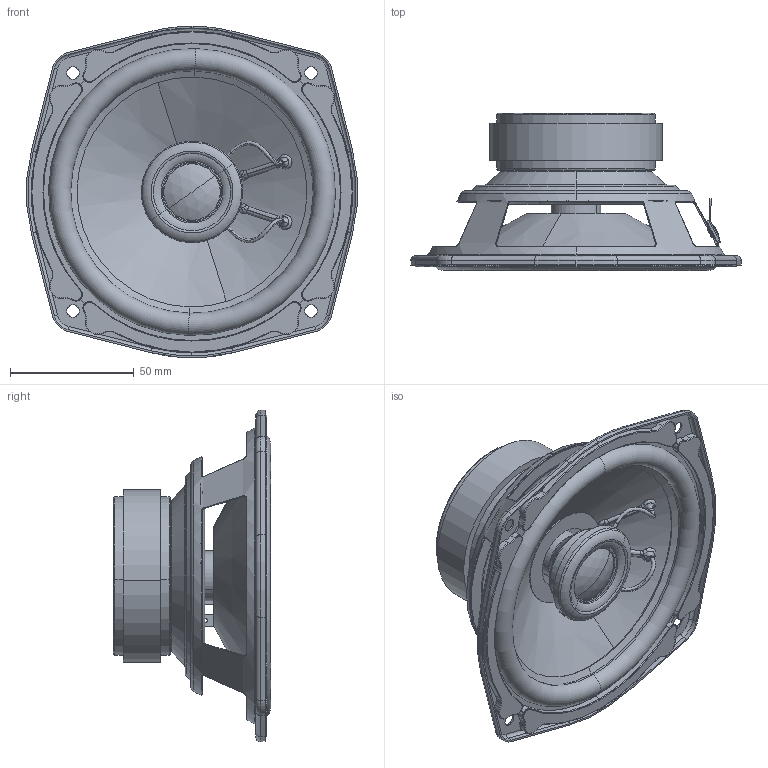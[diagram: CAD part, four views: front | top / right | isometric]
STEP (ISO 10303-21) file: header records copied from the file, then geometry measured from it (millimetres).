
FILE_DESCRIPTION (( 'STEP AP203' ), '1' );
FILE_NAME ('Apart CMS15T.STEP', '2014-02-18T12:42:22', ( '' ), ( '' ), 'SwSTEP 2.0', 'SolidWorks 2013', '' );
FILE_SCHEMA (( 'CONFIG_CONTROL_DESIGN' ));
Length unit declared in the file: millimetre
Products named in the file (17): CMS15T 0.09 扻錪犩; CMS15T 0.14 抔樥; CMS15T 0.10 极憼譇縺; CMS15T 0.11 秮鶋罻; CMS15T 0.05 抔樦憵; CMS15T 0.12 ﾗ襄鸙; CMS15T 0.04 砑僔蠂縺; CMS15T 0.06 抔樦憵; CMS15T 0.02 枟蝂鼏; CMS15T 0.15 �������_��ઠ�쭮 ��ࠧ��쏮 㬮�砭��; CMS15T 0.08 极憼譇縺; CMS15T 0.03 冓憵; CMS15T 0.13 Óïëîòíèòåëü; CMS15T 0.07 青觌屣赅; CMS15T 0.01 Ðåçèíêà; CMS15T 0.15 Êîíòàêò; Apart CMS15T
Assembly tree (24 placements, depth 2):
  Apart CMS15T
    CMS15T 0.03 冓憵
    CMS15T 0.02 枟蝂鼏
    CMS15T 0.01 Ðåçèíêà
    CMS15T 0.04 砑僔蠂縺
    CMS15T 0.05 抔樦憵  x2
    CMS15T 0.06 抔樦憵
    CMS15T 0.07 青觌屣赅  x4
    CMS15T 0.08 极憼譇縺
    CMS15T 0.09 扻錪犩
    CMS15T 0.10 极憼譇縺
    CMS15T 0.11 秮鶋罻
    CMS15T 0.12 ﾗ襄鸙
    CMS15T 0.13 Óïëîòíèòåëü  x4
    CMS15T 0.14 抔樥  x2
    CMS15T 0.15 Êîíòàêò
    CMS15T 0.15 �������_��ઠ�쭮 ��ࠧ��쏮 㬮�砭��
Bounding box: 133.53 x 63.5 x 134 mm (x, y, z)
Volume: 124226.5 mm3; surface area: 110639.3 mm2
Topology: 24 solids, 24 shells, 827 faces, 1930 edges, 1153 vertices
Faces by surface type: torus 292, cylinder 259, plane 170, bspline 54, cone 48, sphere 4
Entity records: 21027 total; most frequent: CARTESIAN_POINT 5754, DIRECTION 3038, ORIENTED_EDGE 2650, EDGE_CURVE 1325, AXIS2_PLACEMENT_3D 1297, VERTEX_POINT 799, CIRCLE 746, EDGE_LOOP 628
